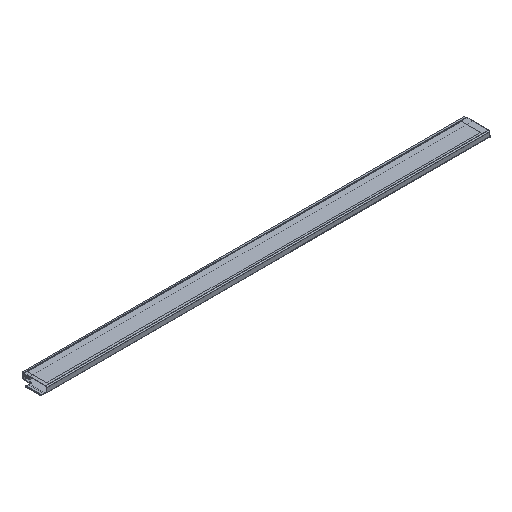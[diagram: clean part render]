
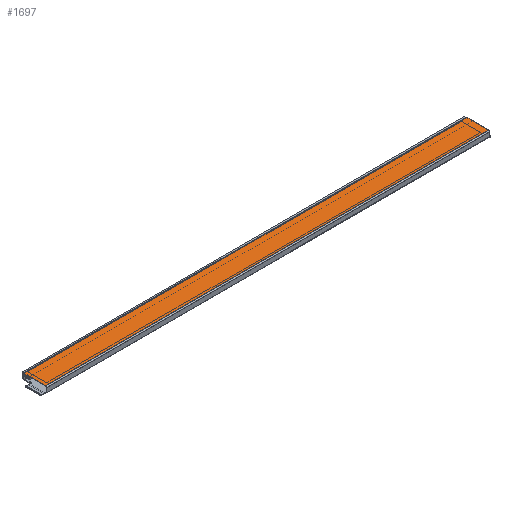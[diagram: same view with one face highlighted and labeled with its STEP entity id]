
A CAD part, isometric view. The second image highlights one B-rep face of the part: STEP entity #1697.
In plain terms, the highlighted planar face has unit normal (0, 0, 1).
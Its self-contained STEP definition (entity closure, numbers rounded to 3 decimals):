
#233 = EDGE_LOOP ( 'NONE', ( #315, #881, #1739, #2239 ) ) ;
#288 = EDGE_CURVE ( 'NONE', #1760, #1978, #2079, .T. ) ;
#315 = ORIENTED_EDGE ( 'NONE', *, *, #344, .T. ) ;
#344 = EDGE_CURVE ( 'NONE', #558, #1112, #2357, .T. ) ;
#429 = EDGE_CURVE ( 'NONE', #1112, #1760, #1282, .T. ) ;
#521 = VECTOR ( 'NONE', #1560, 1000. ) ;
#558 = VERTEX_POINT ( 'NONE', #1247 ) ;
#591 = CARTESIAN_POINT ( 'NONE',  ( 255.5, 0.7, 0. ) ) ;
#735 = CARTESIAN_POINT ( 'NONE',  ( -2., 0., 0. ) ) ;
#811 = CARTESIAN_POINT ( 'NONE',  ( 255.5, 0., 0. ) ) ;
#881 = ORIENTED_EDGE ( 'NONE', *, *, #429, .T. ) ;
#930 = VECTOR ( 'NONE', #2226, 1000. ) ;
#1112 = VERTEX_POINT ( 'NONE', #591 ) ;
#1173 = DIRECTION ( 'NONE',  ( 0., 0., -1. ) ) ;
#1179 = DIRECTION ( 'NONE',  ( -1., 0., 0. ) ) ;
#1192 = VECTOR ( 'NONE', #2018, 1000. ) ;
#1247 = CARTESIAN_POINT ( 'NONE',  ( -2., 0.7, 0. ) ) ;
#1282 = LINE ( 'NONE', #811, #1192 ) ;
#1381 = DIRECTION ( 'NONE',  ( 1., 0., 0. ) ) ;
#1421 = LINE ( 'NONE', #735, #521 ) ;
#1560 = DIRECTION ( 'NONE',  ( 0., -1., 0. ) ) ;
#1573 = EDGE_CURVE ( 'NONE', #1978, #558, #1421, .T. ) ;
#1582 = CARTESIAN_POINT ( 'NONE',  ( -2., 0.7, 0. ) ) ;
#1679 = VECTOR ( 'NONE', #1381, 1000. ) ;
#1697 = ADVANCED_FACE ( 'NONE', ( #1980 ), #1811, .F. ) ;
#1739 = ORIENTED_EDGE ( 'NONE', *, *, #288, .T. ) ;
#1760 = VERTEX_POINT ( 'NONE', #1818 ) ;
#1811 = PLANE ( 'NONE',  #2156 ) ;
#1818 = CARTESIAN_POINT ( 'NONE',  ( 255.5, 13.4, 0. ) ) ;
#1978 = VERTEX_POINT ( 'NONE', #2365 ) ;
#1980 = FACE_OUTER_BOUND ( 'NONE', #233, .T. ) ;
#2018 = DIRECTION ( 'NONE',  ( 0., 1., 0. ) ) ;
#2079 = LINE ( 'NONE', #2452, #930 ) ;
#2156 = AXIS2_PLACEMENT_3D ( 'NONE', #2447, #1173, #1179 ) ;
#2226 = DIRECTION ( 'NONE',  ( -1., 0., 0. ) ) ;
#2239 = ORIENTED_EDGE ( 'NONE', *, *, #1573, .T. ) ;
#2357 = LINE ( 'NONE', #1582, #1679 ) ;
#2365 = CARTESIAN_POINT ( 'NONE',  ( -2., 13.4, 0. ) ) ;
#2447 = CARTESIAN_POINT ( 'NONE',  ( 0., 0., 0. ) ) ;
#2452 = CARTESIAN_POINT ( 'NONE',  ( -2., 13.4, 0. ) ) ;
